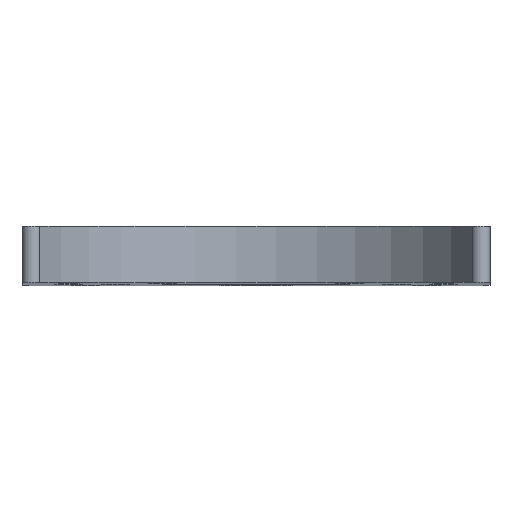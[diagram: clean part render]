
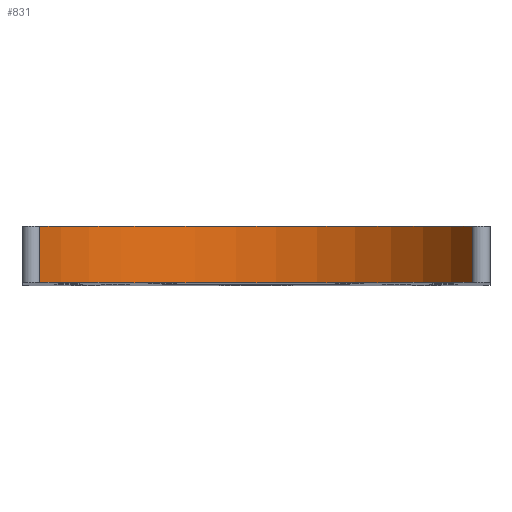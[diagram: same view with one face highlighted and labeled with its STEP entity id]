
A CAD part, top view. The second image highlights one B-rep face of the part: STEP entity #831.
In plain terms, the highlighted cylindrical face has radius 26 mm (diameter 52 mm), a partial arc.
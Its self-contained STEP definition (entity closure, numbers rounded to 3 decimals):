
#95=FACE_OUTER_BOUND('',#152,.T.);
#152=EDGE_LOOP('',(#703,#704,#705,#706));
#234=LINE('',#1382,#300);
#235=LINE('',#1386,#301);
#300=VECTOR('',#1142,10.);
#301=VECTOR('',#1147,10.);
#336=CIRCLE('',#902,26.);
#352=CIRCLE('',#927,26.);
#403=VERTEX_POINT('',#1318);
#405=VERTEX_POINT('',#1321);
#426=VERTEX_POINT('',#1380);
#427=VERTEX_POINT('',#1384);
#500=EDGE_CURVE('',#403,#405,#336,.T.);
#531=EDGE_CURVE('',#426,#403,#234,.T.);
#532=EDGE_CURVE('',#427,#426,#352,.T.);
#533=EDGE_CURVE('',#405,#427,#235,.T.);
#703=ORIENTED_EDGE('',*,*,#531,.F.);
#704=ORIENTED_EDGE('',*,*,#532,.F.);
#705=ORIENTED_EDGE('',*,*,#533,.F.);
#706=ORIENTED_EDGE('',*,*,#500,.F.);
#794=CYLINDRICAL_SURFACE('',#926,26.);
#831=ADVANCED_FACE('',(#95),#794,.F.);
#902=AXIS2_PLACEMENT_3D('',#1322,#1079,#1080);
#926=AXIS2_PLACEMENT_3D('',#1383,#1143,#1144);
#927=AXIS2_PLACEMENT_3D('',#1385,#1145,#1146);
#1079=DIRECTION('center_axis',(0.,-1.,0.));
#1080=DIRECTION('ref_axis',(1.,0.,0.));
#1142=DIRECTION('',(0.,1.,0.));
#1143=DIRECTION('center_axis',(0.,1.,0.));
#1144=DIRECTION('ref_axis',(1.,0.,0.));
#1145=DIRECTION('center_axis',(0.,1.,0.));
#1146=DIRECTION('ref_axis',(1.,0.,0.));
#1147=DIRECTION('',(0.,-1.,0.));
#1318=CARTESIAN_POINT('',(-23.111,6.,188.089));
#1321=CARTESIAN_POINT('',(23.111,6.,188.089));
#1322=CARTESIAN_POINT('Origin',(0.,6.,200.));
#1380=CARTESIAN_POINT('',(-23.111,0.,188.089));
#1382=CARTESIAN_POINT('',(-23.111,0.,188.089));
#1383=CARTESIAN_POINT('Origin',(0.,0.,200.));
#1384=CARTESIAN_POINT('',(23.111,0.,188.089));
#1385=CARTESIAN_POINT('Origin',(0.,0.,200.));
#1386=CARTESIAN_POINT('',(23.111,0.,188.089));
